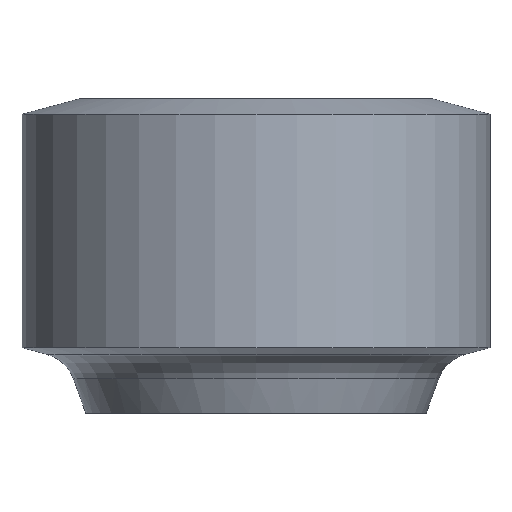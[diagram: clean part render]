
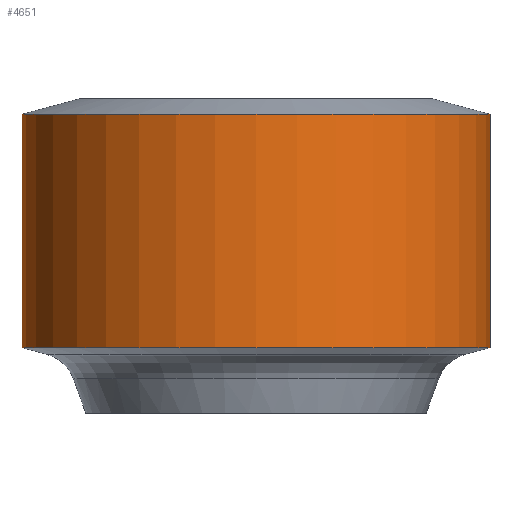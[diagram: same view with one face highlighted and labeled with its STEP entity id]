
A CAD part, left-side view. The second image highlights one B-rep face of the part: STEP entity #4651.
In plain terms, the highlighted cylindrical face has radius 8.938 mm (diameter 17.875 mm), a partial arc.
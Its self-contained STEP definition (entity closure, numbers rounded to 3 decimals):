
#4575=CARTESIAN_POINT('Vertex',(0.,8.938,-5.)) ;
#4582=CARTESIAN_POINT('Vertex',(0.,-8.938,-5.)) ;
#4597=CARTESIAN_POINT('Axis2P3D Location',(0.,0.,-5.)) ;
#4609=CARTESIAN_POINT('Axis2P3D Location',(0.,0.,-1.5)) ;
#4614=CARTESIAN_POINT('Line Origine',(0.,8.938,-0.543)) ;
#4618=CARTESIAN_POINT('Vertex',(0.,8.938,3.914)) ;
#4625=CARTESIAN_POINT('Vertex',(0.,-8.938,3.914)) ;
#4628=CARTESIAN_POINT('Line Origine',(0.,-8.938,-0.543)) ;
#4640=CARTESIAN_POINT('Axis2P3D Location',(0.,0.,3.914)) ;
#4616=VECTOR('Line Direction',#4615,1.) ;
#4630=VECTOR('Line Direction',#4629,1.) ;
#4598=DIRECTION('Axis2P3D Direction',(0.,0.,1.)) ;
#4610=DIRECTION('Axis2P3D Direction',(0.,0.,1.)) ;
#4611=DIRECTION('Axis2P3D XDirection',(0.,1.,0.)) ;
#4615=DIRECTION('Vector Direction',(0.,0.,1.)) ;
#4629=DIRECTION('Vector Direction',(0.,0.,1.)) ;
#4641=DIRECTION('Axis2P3D Direction',(0.,0.,1.)) ;
#4599=AXIS2_PLACEMENT_3D('Circle Axis2P3D',#4597,#4598,$) ;
#4612=AXIS2_PLACEMENT_3D('Cylinder Axis2P3D',#4609,#4610,#4611) ;
#4642=AXIS2_PLACEMENT_3D('Circle Axis2P3D',#4640,#4641,$) ;
#4617=LINE('Line',#4614,#4616) ;
#4631=LINE('Line',#4628,#4630) ;
#4600=CIRCLE('generated circle',#4599,8.938) ;
#4643=CIRCLE('generated circle',#4642,8.938) ;
#4613=CYLINDRICAL_SURFACE('generated cylinder',#4612,8.938) ;
#4601=EDGE_CURVE('',#4583,#4576,#4600,.F.) ;
#4620=EDGE_CURVE('',#4619,#4576,#4617,.F.) ;
#4632=EDGE_CURVE('',#4626,#4583,#4631,.F.) ;
#4644=EDGE_CURVE('',#4619,#4626,#4643,.T.) ;
#4646=ORIENTED_EDGE('',*,*,#4632,.F.) ;
#4647=ORIENTED_EDGE('',*,*,#4644,.F.) ;
#4648=ORIENTED_EDGE('',*,*,#4620,.T.) ;
#4649=ORIENTED_EDGE('',*,*,#4601,.F.) ;
#4645=EDGE_LOOP('',(#4646,#4647,#4648,#4649)) ;
#4576=VERTEX_POINT('',#4575) ;
#4583=VERTEX_POINT('',#4582) ;
#4619=VERTEX_POINT('',#4618) ;
#4626=VERTEX_POINT('',#4625) ;
#4651=ADVANCED_FACE('TEAMS',(#4650),#4613,.T.) ;
#4650=FACE_OUTER_BOUND('',#4645,.T.) ;
